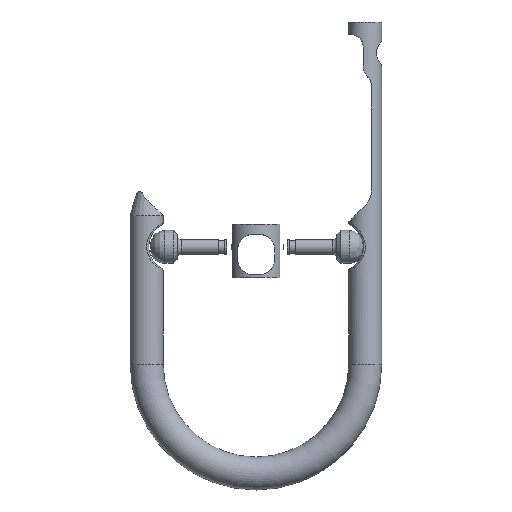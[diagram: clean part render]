
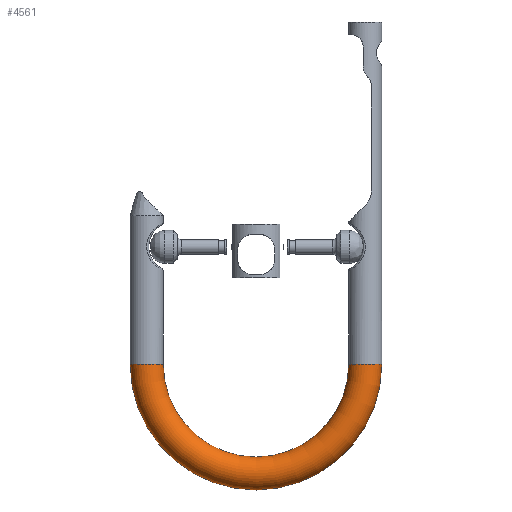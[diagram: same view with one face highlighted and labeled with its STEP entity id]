
A CAD part, front view. The second image highlights one B-rep face of the part: STEP entity #4561.
In plain terms, the highlighted toroidal (fillet/blend) face has major radius 26.5 mm and minor radius 4 mm.
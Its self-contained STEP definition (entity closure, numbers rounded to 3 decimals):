
#183=TOROIDAL_SURFACE('',#5048,26.5,4.);
#1286=FACE_OUTER_BOUND('',#1558,.T.);
#1558=EDGE_LOOP('',(#4172,#4173,#4174,#4175,#4176,#4177));
#1736=CIRCLE('',#4991,4.);
#1737=CIRCLE('',#4992,4.);
#1739=CIRCLE('',#4995,4.);
#1740=CIRCLE('',#4996,4.);
#1756=CIRCLE('',#5049,22.5);
#2079=VERTEX_POINT('',#7811);
#2080=VERTEX_POINT('',#7813);
#2096=VERTEX_POINT('',#8069);
#2097=VERTEX_POINT('',#8071);
#2705=EDGE_CURVE('',#2079,#2080,#1736,.T.);
#2706=EDGE_CURVE('',#2080,#2079,#1737,.T.);
#2724=EDGE_CURVE('',#2096,#2097,#1739,.T.);
#2725=EDGE_CURVE('',#2097,#2096,#1740,.T.);
#2847=EDGE_CURVE('',#2097,#2080,#1756,.T.);
#4172=ORIENTED_EDGE('',*,*,#2725,.F.);
#4173=ORIENTED_EDGE('',*,*,#2847,.T.);
#4174=ORIENTED_EDGE('',*,*,#2705,.F.);
#4175=ORIENTED_EDGE('',*,*,#2706,.F.);
#4176=ORIENTED_EDGE('',*,*,#2847,.F.);
#4177=ORIENTED_EDGE('',*,*,#2724,.F.);
#4561=ADVANCED_FACE('',(#1286),#183,.T.);
#4991=AXIS2_PLACEMENT_3D('',#7814,#6129,#6130);
#4992=AXIS2_PLACEMENT_3D('',#7815,#6131,#6132);
#4995=AXIS2_PLACEMENT_3D('',#8072,#6139,#6140);
#4996=AXIS2_PLACEMENT_3D('',#8073,#6141,#6142);
#5048=AXIS2_PLACEMENT_3D('',#8612,#6297,#6298);
#5049=AXIS2_PLACEMENT_3D('',#8613,#6299,#6300);
#6129=DIRECTION('center_axis',(0.,0.,1.));
#6130=DIRECTION('ref_axis',(1.,0.,0.));
#6131=DIRECTION('center_axis',(0.,0.,1.));
#6132=DIRECTION('ref_axis',(1.,0.,0.));
#6139=DIRECTION('center_axis',(0.,0.,
1.));
#6140=DIRECTION('ref_axis',(-1.,0.,0.));
#6141=DIRECTION('center_axis',(0.,0.,
1.));
#6142=DIRECTION('ref_axis',(-1.,0.,0.));
#6297=DIRECTION('center_axis',(0.,-1.,0.));
#6298=DIRECTION('ref_axis',(0.,0.,-1.));
#6299=DIRECTION('center_axis',(0.,1.,0.));
#6300=DIRECTION('ref_axis',(0.,0.,-1.));
#7811=CARTESIAN_POINT('',(-20.2,-3.257,-56.957));
#7813=CARTESIAN_POINT('',(-12.2,-3.257,-56.957));
#7814=CARTESIAN_POINT('Origin',(-16.2,-3.257,-56.957));
#7815=CARTESIAN_POINT('Origin',(-16.2,-3.257,-56.957));
#8069=CARTESIAN_POINT('',(40.8,-3.257,-56.957));
#8071=CARTESIAN_POINT('',(32.8,-3.257,-56.957));
#8072=CARTESIAN_POINT('Origin',(36.8,-3.257,-56.957));
#8073=CARTESIAN_POINT('Origin',(36.8,-3.257,-56.957));
#8612=CARTESIAN_POINT('Origin',(10.3,-3.257,-56.957));
#8613=CARTESIAN_POINT('Origin',(10.3,-3.257,-56.957));
